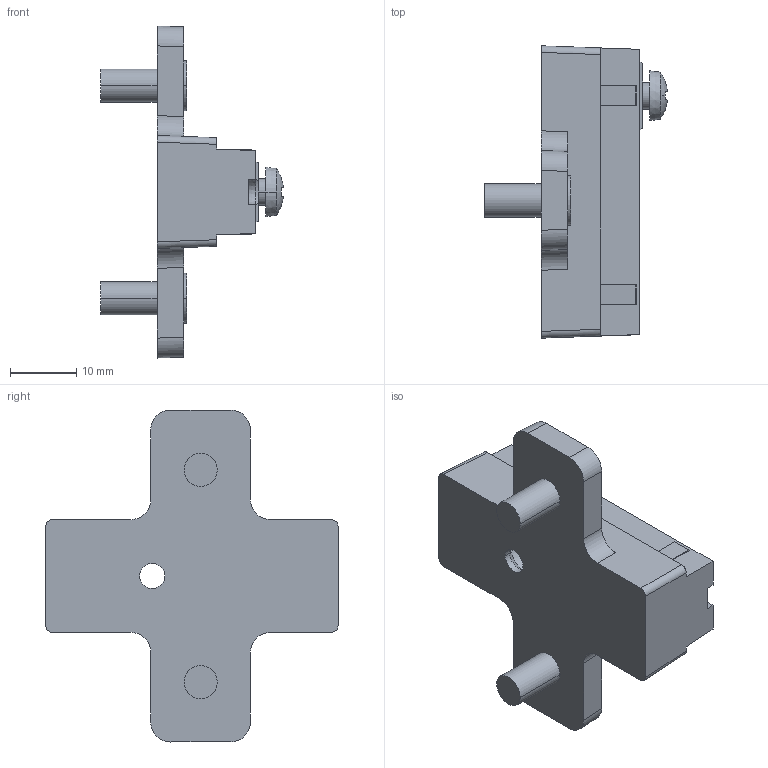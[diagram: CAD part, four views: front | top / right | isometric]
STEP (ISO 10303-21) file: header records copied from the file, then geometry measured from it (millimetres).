
FILE_DESCRIPTION((''),'2;1');
FILE_NAME('244-0K97-IMS','2023-01-05T11:57:07',('marino.prodan'),('Audax d.o.o.'),'CREO PARAMETRIC BY PTC INC, 2021304','CREO PARAMETRIC BY PTC INC, 2021304','');
FILE_SCHEMA(('AUTOMOTIVE_DESIGN { 1 0 10303 214 1 1 1 1 }'));
Length unit declared in the file: millimetre
Products named in the file (1): 244-0K97-IMS
Bounding box: 27.53 x 44 x 50 mm (x, y, z)
Volume: 11617.4 mm3; surface area: 5143.5 mm2
Topology: 1 solids, 1 shells, 123 faces, 343 edges, 222 vertices
Faces by surface type: plane 72, cone 25, cylinder 24, sphere 2
Entity records: 5726 total; most frequent: CARTESIAN_POINT 1293, ORIENTED_EDGE 670, DIRECTION 590, PRESENTATION_STYLE_ASSIGNMENT 336, STYLED_ITEM 336, CURVE_STYLE 335, EDGE_CURVE 335, COLOUR_RGB 317
